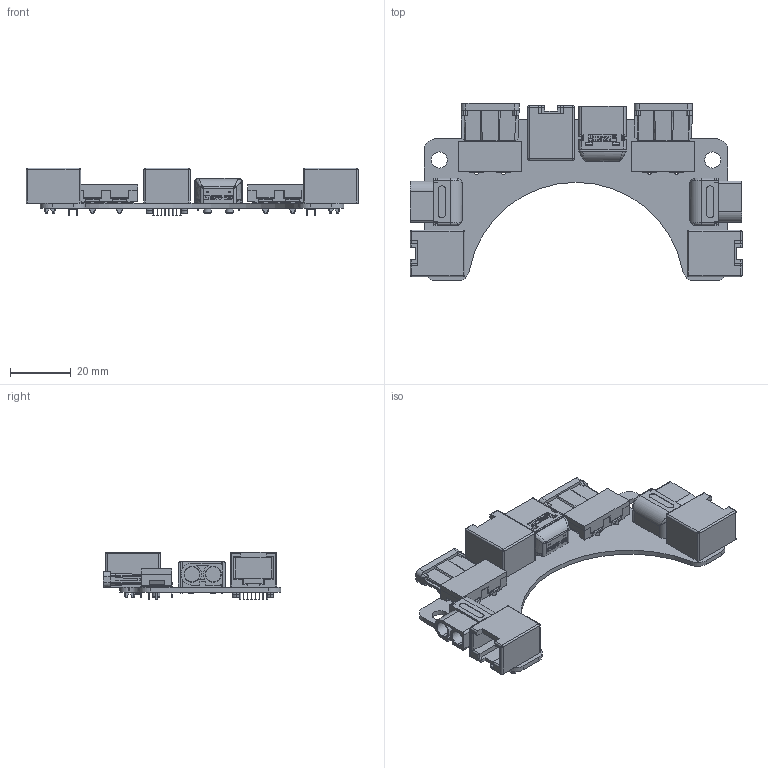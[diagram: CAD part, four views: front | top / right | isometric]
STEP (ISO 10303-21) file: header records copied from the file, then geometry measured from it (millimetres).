
FILE_DESCRIPTION(('KiCad electronic assembly'),'2;1');
FILE_NAME('rocket_splitter_v2.step','2024-07-19T13:12:30',('Pcbnew'),( 'Kicad'),'Open CASCADE STEP processor 7.6','KiCad to STEP converter' ,'Unknown');
FILE_SCHEMA(('AUTOMOTIVE_DESIGN { 1 0 10303 214 1 1 1 1 }'));
Length unit declared in the file: millimetre
Products named in the file (12): rocket_splitter_v2 1; 3550-2; blade_fuse; Part 1; XT60PW-F; XT60PW-ĸͷ; 54601-908WPLF; XT60PW-M; Áã¼þ27^XT6PW-M; _autosave-rocket_splitter_v2_PCB
Assembly tree (16 placements, depth 3):
  rocket_splitter_v2 1
    3550-2  x2
      3550-2
    blade_fuse  x2
      Part 1
    XT60PW-F  x2
      XT60PW-ĸͷ
    54601-908WPLF  x3
      54601-908WPLF
    XT60PW-M
      Áã¼þ27^XT6PW-M
    _autosave-rocket_splitter_v2_PCB
Bounding box: 109.26 x 58.44 x 15.75 mm (x, y, z)
Volume: 18473.5 mm3; surface area: 24673.7 mm2
Topology: 45 solids, 47 shells, 2096 faces, 5496 edges, 3540 vertices
Faces by surface type: plane 1282, cylinder 576, cone 130, bspline 92, sphere 12, torus 4
Full cylindrical faces by diameter (mm): 0.76 x24, 1.753 x4, 2.692 x4, 2.7 x6, 3.35 x6, 5.3 x2
Entity records: 51479 total; most frequent: CARTESIAN_POINT 13996, ORIENTED_EDGE 7288, DIRECTION 6701, EDGE_CURVE 3644, LINE 2567, VECTOR 2567, VERTEX_POINT 2370, AXIS2_PLACEMENT_3D 2067
